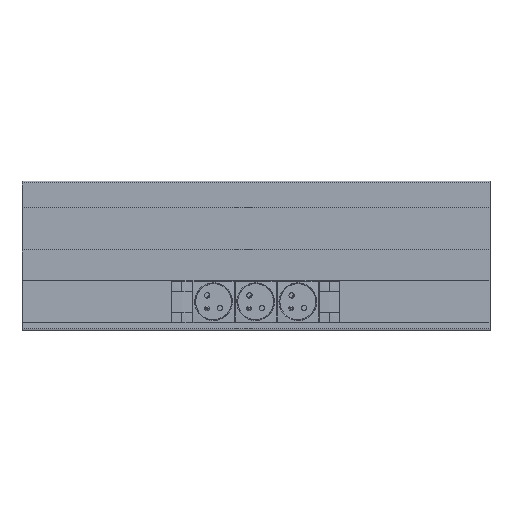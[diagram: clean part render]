
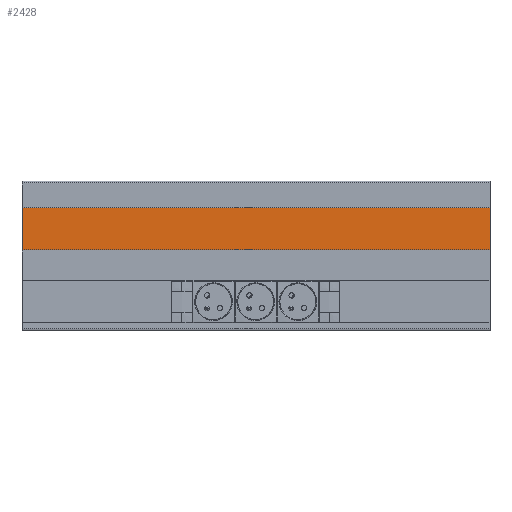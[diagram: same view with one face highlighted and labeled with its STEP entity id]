
A CAD part, top view. The second image highlights one B-rep face of the part: STEP entity #2428.
In plain terms, the highlighted planar face has unit normal (0, 0, 1).
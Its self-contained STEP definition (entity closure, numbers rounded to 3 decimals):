
#2392=AXIS2_PLACEMENT_3D('Plane Axis2P3D',#2389,#2390,#2391) ;
#2389=CARTESIAN_POINT('Axis2P3D Location',(0.,0.,0.)) ;
#2394=CARTESIAN_POINT('Line Origine',(0.,0.,0.)) ;
#2398=CARTESIAN_POINT('Vertex',(0.,-22.5,0.)) ;
#2400=CARTESIAN_POINT('Vertex',(0.,22.5,0.)) ;
#2403=CARTESIAN_POINT('Line Origine',(250.,-22.5,0.)) ;
#2407=CARTESIAN_POINT('Vertex',(500.,-22.5,0.)) ;
#2410=CARTESIAN_POINT('Line Origine',(500.,0.,0.)) ;
#2414=CARTESIAN_POINT('Vertex',(500.,22.5,0.)) ;
#2417=CARTESIAN_POINT('Line Origine',(250.,22.5,0.)) ;
#2390=DIRECTION('Axis2P3D Direction',(0.,0.,1.)) ;
#2391=DIRECTION('Axis2P3D XDirection',(0.,-1.,0.)) ;
#2395=DIRECTION('Vector Direction',(0.,-1.,0.)) ;
#2404=DIRECTION('Vector Direction',(1.,0.,0.)) ;
#2411=DIRECTION('Vector Direction',(0.,-1.,0.)) ;
#2418=DIRECTION('Vector Direction',(1.,0.,0.)) ;
#2396=VECTOR('Line Direction',#2395,1.) ;
#2405=VECTOR('Line Direction',#2404,1.) ;
#2412=VECTOR('Line Direction',#2411,1.) ;
#2419=VECTOR('Line Direction',#2418,1.) ;
#2423=ORIENTED_EDGE('',*,*,#2402,.F.) ;
#2424=ORIENTED_EDGE('',*,*,#2409,.T.) ;
#2425=ORIENTED_EDGE('',*,*,#2416,.T.) ;
#2426=ORIENTED_EDGE('',*,*,#2421,.F.) ;
#2428=ADVANCED_FACE('CV 45 Luna',(#2427),#2393,.T.) ;
#2402=EDGE_CURVE('',#2399,#2401,#2397,.F.) ;
#2409=EDGE_CURVE('',#2399,#2408,#2406,.T.) ;
#2416=EDGE_CURVE('',#2408,#2415,#2413,.F.) ;
#2421=EDGE_CURVE('',#2401,#2415,#2420,.T.) ;
#2422=EDGE_LOOP('',(#2423,#2424,#2425,#2426)) ;
#2427=FACE_OUTER_BOUND('',#2422,.T.) ;
#2397=LINE('Line',#2394,#2396) ;
#2406=LINE('Line',#2403,#2405) ;
#2413=LINE('Line',#2410,#2412) ;
#2420=LINE('Line',#2417,#2419) ;
#2393=PLANE('',#2392) ;
#2399=VERTEX_POINT('',#2398) ;
#2401=VERTEX_POINT('',#2400) ;
#2408=VERTEX_POINT('',#2407) ;
#2415=VERTEX_POINT('',#2414) ;
